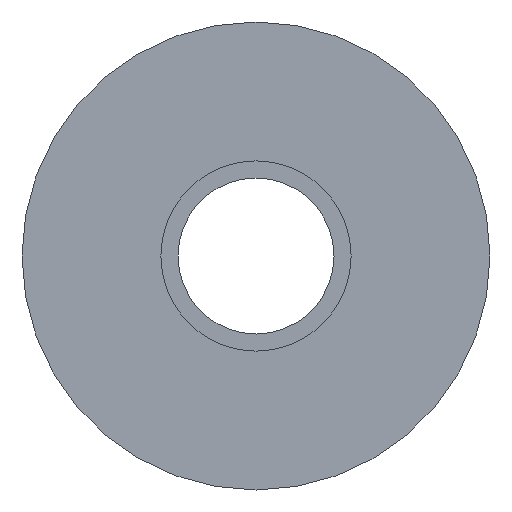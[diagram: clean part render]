
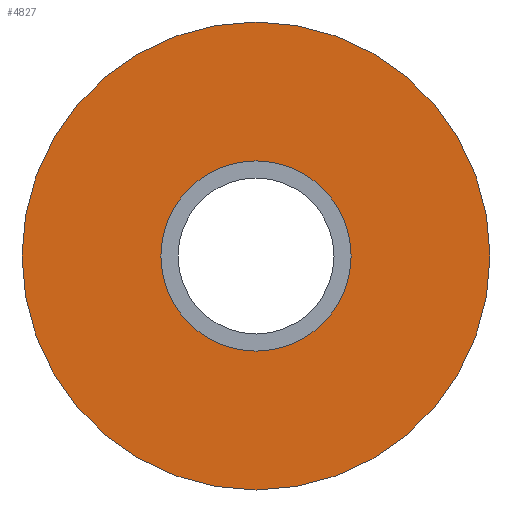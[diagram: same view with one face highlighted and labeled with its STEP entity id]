
A CAD part, left-side view. The second image highlights one B-rep face of the part: STEP entity #4827.
In plain terms, the highlighted planar face has unit normal (-1, 0, 0).
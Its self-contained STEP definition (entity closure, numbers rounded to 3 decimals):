
#2017=CARTESIAN_POINT('',(0.0,6.1,0.0));
#2018=VERTEX_POINT('',#2017);
#2027=CARTESIAN_POINT('',(0.0,-6.1,0.));
#2028=VERTEX_POINT('',#2027);
#2029=CARTESIAN_POINT('',(0.0,0.0,0.0));
#2030=DIRECTION('',(1.0,0.0,0.0));
#2031=DIRECTION('',(0.0,1.0,0.0));
#2032=AXIS2_PLACEMENT_3D('',#2029,#2030,#2031);
#2033=CIRCLE('',#2032,6.1);
#2034=EDGE_CURVE('',#2028,#2018,#2033,.T.);
#2101=CARTESIAN_POINT('',(0.0,15.0,0.0));
#2102=VERTEX_POINT('',#2101);
#2111=CARTESIAN_POINT('',(0.0,-15.0,0.));
#2112=VERTEX_POINT('',#2111);
#2113=CARTESIAN_POINT('',(0.0,0.0,0.0));
#2114=DIRECTION('',(1.0,0.0,0.0));
#2115=DIRECTION('',(0.0,1.0,0.0));
#2116=AXIS2_PLACEMENT_3D('',#2113,#2114,#2115);
#2117=CIRCLE('',#2116,15.0);
#2118=EDGE_CURVE('',#2102,#2112,#2117,.T.);
#4727=CARTESIAN_POINT('',(0.0,0.0,0.0));
#4728=DIRECTION('',(1.0,0.0,0.0));
#4729=DIRECTION('',(0.0,1.0,0.0));
#4730=AXIS2_PLACEMENT_3D('',#4727,#4728,#4729);
#4731=CIRCLE('',#4730,15.0);
#4732=EDGE_CURVE('',#2112,#2102,#4731,.T.);
#4804=CARTESIAN_POINT('',(0.0,0.0,0.0));
#4805=DIRECTION('',(1.0,0.0,0.0));
#4806=DIRECTION('',(0.0,1.0,0.0));
#4807=AXIS2_PLACEMENT_3D('',#4804,#4805,#4806);
#4808=CIRCLE('',#4807,6.1);
#4809=EDGE_CURVE('',#2018,#2028,#4808,.T.);
#4814=CARTESIAN_POINT('',(0.0,10.55,0.0));
#4815=DIRECTION('',(-1.0,0.0,0.0));
#4816=DIRECTION('',(0.0,0.0,1.0));
#4817=AXIS2_PLACEMENT_3D('',#4814,#4815,#4816);
#4818=PLANE('',#4817);
#4819=ORIENTED_EDGE('',*,*,#2118,.F.);
#4820=ORIENTED_EDGE('',*,*,#4732,.F.);
#4821=EDGE_LOOP('',(#4819,#4820));
#4822=FACE_OUTER_BOUND('',#4821,.T.);
#4823=ORIENTED_EDGE('',*,*,#4809,.T.);
#4824=ORIENTED_EDGE('',*,*,#2034,.T.);
#4825=EDGE_LOOP('',(#4823,#4824));
#4826=FACE_BOUND('',#4825,.T.);
#4827=ADVANCED_FACE('',(#4822,#4826),#4818,.T.);
